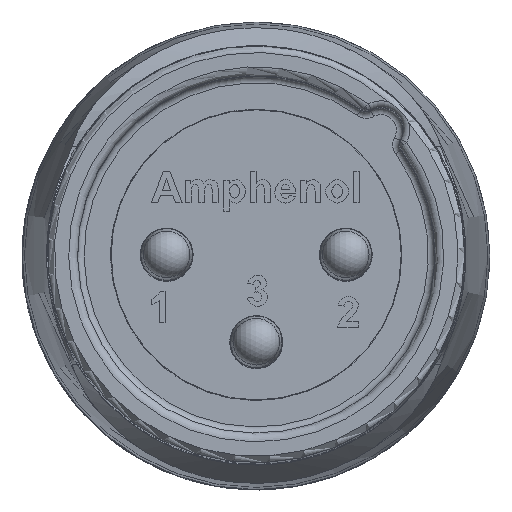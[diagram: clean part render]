
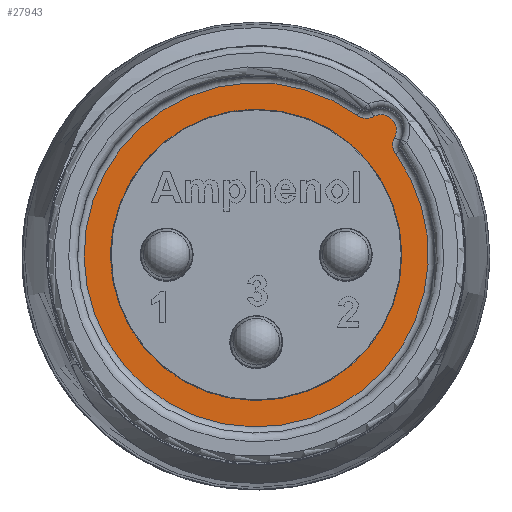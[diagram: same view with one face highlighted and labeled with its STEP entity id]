
A CAD part, top view. The second image highlights one B-rep face of the part: STEP entity #27943.
In plain terms, the highlighted planar face has unit normal (0, 0, 1).
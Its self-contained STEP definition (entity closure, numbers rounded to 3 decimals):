
#27666=CARTESIAN_POINT('',(6.6,0.,17.55));
#27667=VERTEX_POINT('',#27666);
#27668=CARTESIAN_POINT('',(0.0,0.0,17.55));
#27669=DIRECTION('',(0.0,0.0,-1.0));
#27670=DIRECTION('',(-1.0,0.0,0.0));
#27671=AXIS2_PLACEMENT_3D('',#27668,#27669,#27670);
#27672=CIRCLE('',#27671,6.6);
#27673=EDGE_CURVE('',#27667,#27667,#27672,.T.);
#27686=CARTESIAN_POINT('',(4.574,6.318,17.55));
#27687=VERTEX_POINT('',#27686);
#27706=CARTESIAN_POINT('',(6.318,4.574,17.55));
#27707=VERTEX_POINT('',#27706);
#27715=CARTESIAN_POINT('',(0.0,0.0,17.55));
#27716=DIRECTION('',(0.0,0.0,-1.0));
#27717=DIRECTION('',(-0.707,-0.707,0.0));
#27718=AXIS2_PLACEMENT_3D('',#27715,#27716,#27717);
#27719=CIRCLE('',#27718,7.8);
#27720=EDGE_CURVE('',#27707,#27687,#27719,.T.);
#27730=CARTESIAN_POINT('',(5.321,6.271,17.55));
#27731=VERTEX_POINT('',#27730);
#27749=CARTESIAN_POINT('',(4.985,6.885,17.55));
#27750=DIRECTION('',(0.0,0.0,1.0));
#27751=DIRECTION('',(-0.063,-0.998,0.0));
#27752=AXIS2_PLACEMENT_3D('',#27749,#27750,#27751);
#27753=CIRCLE('',#27752,0.7);
#27754=EDGE_CURVE('',#27687,#27731,#27753,.T.);
#27766=CARTESIAN_POINT('',(6.271,5.321,17.55));
#27767=VERTEX_POINT('',#27766);
#27775=CARTESIAN_POINT('',(6.885,4.985,17.55));
#27776=DIRECTION('',(0.0,0.0,1.0));
#27777=DIRECTION('',(-0.998,-0.063,0.0));
#27778=AXIS2_PLACEMENT_3D('',#27775,#27776,#27777);
#27779=CIRCLE('',#27778,0.7);
#27780=EDGE_CURVE('',#27767,#27707,#27779,.T.);
#27799=CARTESIAN_POINT('',(5.657,5.657,17.55));
#27800=DIRECTION('',(0.0,0.0,-1.0));
#27801=DIRECTION('',(0.707,0.707,0.0));
#27802=AXIS2_PLACEMENT_3D('',#27799,#27800,#27801);
#27803=CIRCLE('',#27802,0.7);
#27804=EDGE_CURVE('',#27731,#27767,#27803,.T.);
#27929=CARTESIAN_POINT('',(0.0,0.0,17.55));
#27930=DIRECTION('',(0.0,0.0,-1.0));
#27931=DIRECTION('',(-1.0,0.0,0.0));
#27932=AXIS2_PLACEMENT_3D('',#27929,#27930,#27931);
#27933=PLANE('',#27932);
#27934=ORIENTED_EDGE('',*,*,#27720,.F.);
#27935=ORIENTED_EDGE('',*,*,#27780,.F.);
#27936=ORIENTED_EDGE('',*,*,#27804,.F.);
#27937=ORIENTED_EDGE('',*,*,#27754,.F.);
#27938=EDGE_LOOP('',(#27934,#27935,#27936,#27937));
#27939=FACE_OUTER_BOUND('',#27938,.T.);
#27940=ORIENTED_EDGE('',*,*,#27673,.T.);
#27941=EDGE_LOOP('',(#27940));
#27942=FACE_BOUND('',#27941,.T.);
#27943=ADVANCED_FACE('',(#27939,#27942),#27933,.F.);
